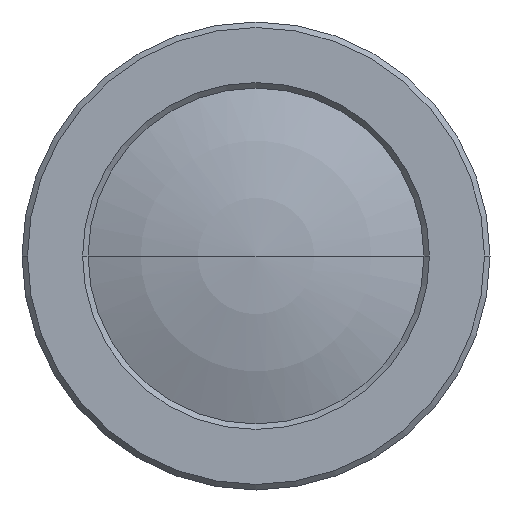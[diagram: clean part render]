
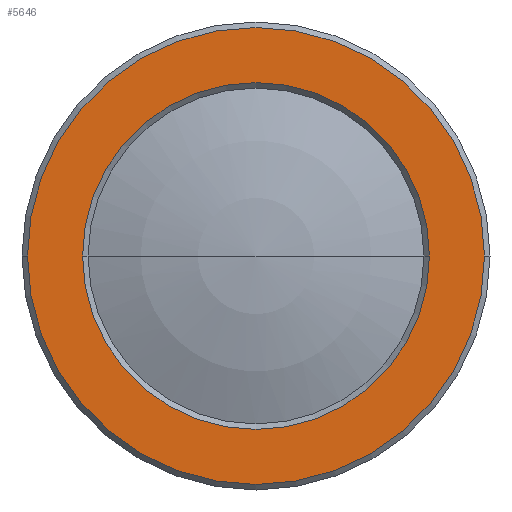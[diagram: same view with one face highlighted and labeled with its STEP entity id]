
A CAD part, front view. The second image highlights one B-rep face of the part: STEP entity #5646.
In plain terms, the highlighted planar face has unit normal (0, -1, 0).
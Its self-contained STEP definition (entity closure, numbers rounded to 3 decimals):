
#66=CARTESIAN_POINT('',(0.,-39.315,0.));
#67=DIRECTION('',(0.,-1.,0.));
#68=DIRECTION('',(1.,0.,0.));
#69=AXIS2_PLACEMENT_3D('',#66,#67,#68);
#71=CARTESIAN_POINT('',(0.,-39.315,0.));
#72=DIRECTION('',(0.,1.,0.));
#73=DIRECTION('',(1.,0.,0.));
#74=AXIS2_PLACEMENT_3D('',#71,#72,#73);
#76=CARTESIAN_POINT('',(0.,-39.315,0.));
#77=DIRECTION('',(0.,1.,0.));
#78=DIRECTION('',(1.,0.,0.));
#79=AXIS2_PLACEMENT_3D('',#76,#77,#78);
#85=CARTESIAN_POINT('',(0.,-39.315,0.));
#86=DIRECTION('',(0.,-1.,0.));
#87=DIRECTION('',(1.,0.,0.));
#88=AXIS2_PLACEMENT_3D('',#85,#86,#87);
#5409=CARTESIAN_POINT('',(6.3,-39.315,0.));
#5410=VERTEX_POINT('',#5409);
#5411=CARTESIAN_POINT('',(8.3,-39.315,0.));
#5413=VERTEX_POINT('',#5411);
#5455=CARTESIAN_POINT('',(-6.3,-39.315,0.));
#5456=VERTEX_POINT('',#5455);
#5457=CARTESIAN_POINT('',(-8.3,-39.315,0.));
#5459=VERTEX_POINT('',#5457);
#5631=CARTESIAN_POINT('',(0.,-39.315,0.));
#5632=DIRECTION('',(0.,1.,0.));
#5633=DIRECTION('',(1.,0.,0.));
#5634=AXIS2_PLACEMENT_3D('',#5631,#5632,#5633);
#5635=PLANE('',#5634);
#5637=ORIENTED_EDGE('',*,*,#5636,.T.);
#5639=ORIENTED_EDGE('',*,*,#5638,.F.);
#5640=EDGE_LOOP('',(#5637,#5639));
#5641=FACE_OUTER_BOUND('',#5640,.F.);
#5642=ORIENTED_EDGE('',*,*,#5613,.T.);
#5643=ORIENTED_EDGE('',*,*,#5624,.F.);
#5644=EDGE_LOOP('',(#5642,#5643));
#5645=FACE_BOUND('',#5644,.F.);
#70=CIRCLE('',#69,6.3);
#75=CIRCLE('',#74,6.3);
#80=CIRCLE('',#79,8.3);
#89=CIRCLE('',#88,8.3);
#5613=EDGE_CURVE('',#5410,#5456,#70,.T.);
#5624=EDGE_CURVE('',#5410,#5456,#75,.T.);
#5636=EDGE_CURVE('',#5413,#5459,#80,.T.);
#5638=EDGE_CURVE('',#5413,#5459,#89,.T.);
#5646=ADVANCED_FACE('',(#5641,#5645),#5635,.F.);
